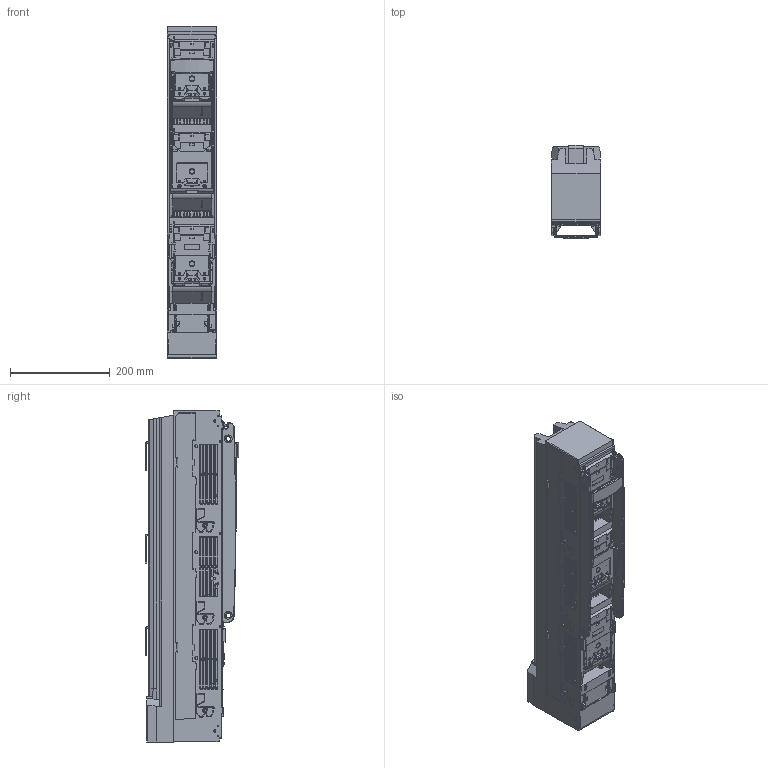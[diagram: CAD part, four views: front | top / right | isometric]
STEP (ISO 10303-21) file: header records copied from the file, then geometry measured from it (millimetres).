
FILE_DESCRIPTION(('OneSpaceDesigner STEP Export'),'2;1');
FILE_NAME('BTVC-DT 1M NH-1-2-3.stp','2013-01-23T15:29:21',(''),(''),'OneSpace Designer STEP processor for AP214 (Solid Model)','OneSpace Designer 14.00B 27-May-2006 (C) CoCreate Software GmbH','');
FILE_SCHEMA(('AUTOMOTIVE_DESIGN { 1 0 10303 214 1 1 1 1 }'));
Products named in the file (2): bloque
Assembly tree (1 placements, depth 2):
  bloque
    bloque
Bounding box: 99.6 x 186.84 x 664.02 mm (x, y, z)
Surface area: 611943.7 mm2 (no closed solid volume)
Topology: 0 solids, 7 shells, 4977 faces, 13530 edges, 8530 vertices
Faces by surface type: plane 2465, cylinder 1752, torus 487, bspline 119, sphere 65, extrusion 48, cone 41
Entity records: 171265 total; most frequent: CARTESIAN_POINT 49130, ORIENTED_EDGE 26934, DIRECTION 24167, EDGE_CURVE 13469, VERTEX_POINT 8530, VECTOR 8367, LINE 8319, AXIS2_PLACEMENT_3D 7900
